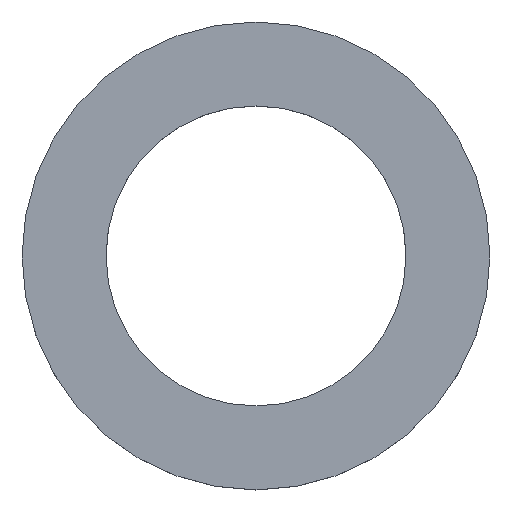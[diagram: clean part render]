
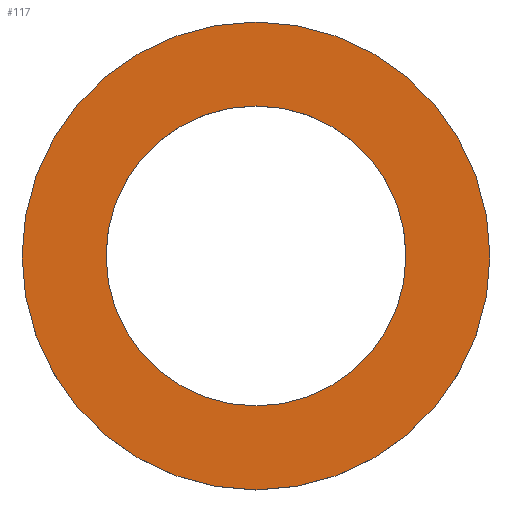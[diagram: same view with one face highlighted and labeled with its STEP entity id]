
A CAD part, top view. The second image highlights one B-rep face of the part: STEP entity #117.
In plain terms, the highlighted planar face has unit normal (0, 0, 1).
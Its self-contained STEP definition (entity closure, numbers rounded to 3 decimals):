
#11 = ORIENTED_EDGE ( 'NONE', *, *, #35, .T. ) ;
#12 = VERTEX_POINT ( 'NONE', #89 ) ;
#13 = AXIS2_PLACEMENT_3D ( 'NONE', #102, #110, #34 ) ;
#16 = AXIS2_PLACEMENT_3D ( 'NONE', #80, #69, #125 ) ;
#21 = EDGE_LOOP ( 'NONE', ( #119 ) ) ;
#24 = DIRECTION ( 'NONE',  ( 1., 0., 0. ) ) ;
#26 = CARTESIAN_POINT ( 'NONE',  ( 0., 0., 2. ) ) ;
#34 = DIRECTION ( 'NONE',  ( 1., 0., 0. ) ) ;
#35 = EDGE_CURVE ( 'NONE', #12, #12, #120, .T. ) ;
#47 = FACE_BOUND ( 'NONE', #21, .T. ) ;
#61 = FACE_OUTER_BOUND ( 'NONE', #107, .T. ) ;
#69 = DIRECTION ( 'NONE',  ( 0., 0., 1. ) ) ;
#70 = CIRCLE ( 'NONE', #112, 12.5 ) ;
#74 = EDGE_CURVE ( 'NONE', #132, #132, #70, .T. ) ;
#78 = PLANE ( 'NONE',  #16 ) ;
#80 = CARTESIAN_POINT ( 'NONE',  ( 0., 0., 2. ) ) ;
#89 = CARTESIAN_POINT ( 'NONE',  ( 19.5, 0., 2. ) ) ;
#102 = CARTESIAN_POINT ( 'NONE',  ( 0., 0., 2. ) ) ;
#107 = EDGE_LOOP ( 'NONE', ( #11 ) ) ;
#110 = DIRECTION ( 'NONE',  ( 0., 0., 1. ) ) ;
#112 = AXIS2_PLACEMENT_3D ( 'NONE', #26, #134, #24 ) ;
#117 = ADVANCED_FACE ( 'NONE', ( #61, #47 ), #78, .T. ) ;
#119 = ORIENTED_EDGE ( 'NONE', *, *, #74, .F. ) ;
#120 = CIRCLE ( 'NONE', #13, 19.5 ) ;
#121 = CARTESIAN_POINT ( 'NONE',  ( 12.5, 0., 2. ) ) ;
#125 = DIRECTION ( 'NONE',  ( 1., 0., 0. ) ) ;
#132 = VERTEX_POINT ( 'NONE', #121 ) ;
#134 = DIRECTION ( 'NONE',  ( 0., 0., 1. ) ) ;
